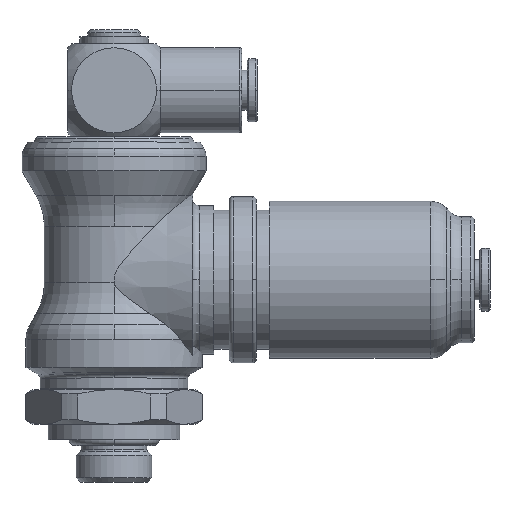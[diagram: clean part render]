
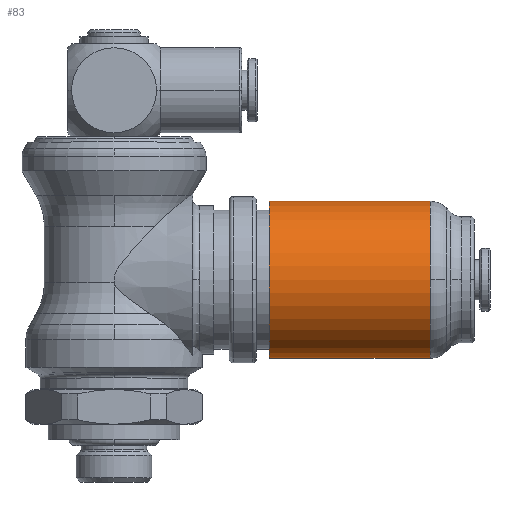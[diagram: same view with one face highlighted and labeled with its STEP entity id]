
A CAD part, top view. The second image highlights one B-rep face of the part: STEP entity #83.
In plain terms, the highlighted cylindrical face has radius 10.15 mm (diameter 20.3 mm), a partial arc.
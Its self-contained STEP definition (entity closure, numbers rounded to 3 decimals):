
#83=ADVANCED_FACE('',(#296),#297,.T.);
#296=FACE_OUTER_BOUND('',#670,.T.);
#297=CYLINDRICAL_SURFACE('',#671,10.15);
#670=EDGE_LOOP('',(#1268,#1269,#1270,#1271,#1272));
#671=AXIS2_PLACEMENT_3D('',#1273,#1274,#1275);
#1268=ORIENTED_EDGE('',*,*,#2525,.F.);
#1269=ORIENTED_EDGE('',*,*,#2526,.T.);
#1270=ORIENTED_EDGE('',*,*,#2527,.F.);
#1271=ORIENTED_EDGE('',*,*,#2528,.F.);
#1272=ORIENTED_EDGE('',*,*,#2522,.F.);
#1273=CARTESIAN_POINT('',(30.499,26.2,0.0));
#1274=DIRECTION('',(1.0,0.0,0.0));
#1275=DIRECTION('',(0.0,1.0,0.0));
#2522=EDGE_CURVE('',#3088,#3090,#3091,.T.);
#2525=EDGE_CURVE('',#3094,#3088,#3095,.T.);
#2526=EDGE_CURVE('',#3094,#3096,#3097,.T.);
#2527=EDGE_CURVE('',#3098,#3096,#3099,.T.);
#2528=EDGE_CURVE('',#3090,#3098,#3100,.T.);
#3088=VERTEX_POINT('',#4004);
#3090=VERTEX_POINT('',#4006);
#3091=CIRCLE('',#4007,10.15);
#3094=VERTEX_POINT('',#4010);
#3095=LINE('',#4011,#4012);
#3096=VERTEX_POINT('',#4013);
#3097=CIRCLE('',#4014,10.15);
#3098=VERTEX_POINT('',#4015);
#3099=LINE('',#4016,#4017);
#3100=CIRCLE('',#4018,10.15);
#4004=CARTESIAN_POINT('',(40.899,36.35,0.0));
#4006=CARTESIAN_POINT('',(40.899,26.2,10.15));
#4007=AXIS2_PLACEMENT_3D('',#5236,#5237,#5238);
#4010=CARTESIAN_POINT('',(20.1,36.35,0.0));
#4011=CARTESIAN_POINT('',(30.499,36.35,0.));
#4012=VECTOR('',#5245,1.0);
#4013=CARTESIAN_POINT('',(20.1,16.05,0.));
#4014=AXIS2_PLACEMENT_3D('',#5246,#5247,#5248);
#4015=CARTESIAN_POINT('',(40.899,16.05,0.));
#4016=CARTESIAN_POINT('',(30.499,16.05,0.));
#4017=VECTOR('',#5249,1.0);
#4018=AXIS2_PLACEMENT_3D('',#5250,#5251,#5252);
#5236=CARTESIAN_POINT('',(40.899,26.2,0.0));
#5237=DIRECTION('',(1.0,0.0,0.0));
#5238=DIRECTION('',(0.0,1.0,0.0));
#5245=DIRECTION('',(1.0,0.0,0.0));
#5246=CARTESIAN_POINT('',(20.1,26.2,0.0));
#5247=DIRECTION('',(1.0,0.0,0.0));
#5248=DIRECTION('',(0.0,1.0,0.0));
#5249=DIRECTION('',(-1.0,-0.0,-0.0));
#5250=CARTESIAN_POINT('',(40.899,26.2,0.0));
#5251=DIRECTION('',(1.0,0.0,0.0));
#5252=DIRECTION('',(0.0,1.0,0.0));
